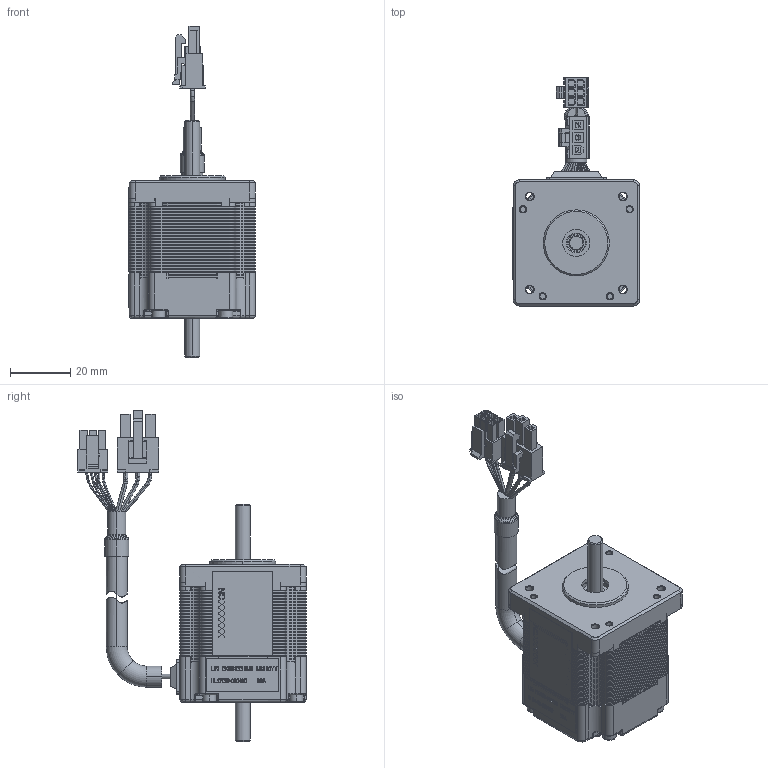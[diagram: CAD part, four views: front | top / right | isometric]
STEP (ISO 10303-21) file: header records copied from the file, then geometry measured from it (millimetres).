
FILE_DESCRIPTION((''),'2;1');
FILE_NAME('4611130001050_ASM_ASM','2020-01-14T16:35:29',('TQ00207'),(''),'CREO PARAMETRIC BY PTC INC, 2018100','CREO PARAMETRIC BY PTC INC, 2018100','');
FILE_SCHEMA(('CONFIG_CONTROL_DESIGN'));
Products named in the file (29): 4613101100074_1_1_1; 4613101100077_1_1_1; 4613101100077_AF0_1_1_1; 4613101100077_AF1_1_1_1; 4613102000270_ASM_1_ASM_1_ASM; 4613102100256_ASM_1_ASM_1_ASM; 4631101000082_1_1_1; 4613104001867_ASM_2_ASM_1_ASM; 3698154000176_1_1_1; HARNESS_1_1_1; 4718405000822_1_1_1; 4718405002144_1_1_1; HARNESS_ASM_1_ASM_1_ASM; 4713120001748_ASM_1_ASM_1_ASM; 4613103003513_ASM_2_ASM_1_ASM; 4219121200345_AF0_10_1_1; 4219121301000_ASM_8_ASM_1_ASM; 4332101101259_4_1; 4613107000001_ASM_1_ASM_1_ASM; 4613107103898_ASM_1_ASM_1_ASM; 4331101000129_1_1_1; 4613108001328_ASM_1_ASM_1_ASM; 4294404000452_1_1_1; QIANDUANGAI_2_1_1; 00_3_1; BIAOQIAN_2_1_1; 4611130000001_ASM_3_ASM_1_ASM; 4611130001050_ASM_1_ASM; 4611130001050_ASM_ASM
Assembly tree (79 placements, depth 8):
  4611130001050_ASM_ASM
    4611130001050_ASM_1_ASM
      4611130000001_ASM_3_ASM_1_ASM
        4613103003513_ASM_2_ASM_1_ASM
          4613104001867_ASM_2_ASM_1_ASM
            4613102100256_ASM_1_ASM_1_ASM
              4613102000270_ASM_1_ASM_1_ASM
                4613101100074_1_1_1  x44
                4613101100077_1_1_1  x4
                4613101100077_AF0_1_1_1
                4613101100077_AF1_1_1_1
            4631101000082_1_1_1
          4713120001748_ASM_1_ASM_1_ASM
            3698154000176_1_1_1
            HARNESS_ASM_1_ASM_1_ASM
              HARNESS_1_1_1
              4718405000822_1_1_1
              4718405002144_1_1_1
        4219121301000_ASM_8_ASM_1_ASM
          4219121200345_AF0_10_1_1
        4613108001328_ASM_1_ASM_1_ASM
          4613107103898_ASM_1_ASM_1_ASM
            4613107000001_ASM_1_ASM_1_ASM
              4332101101259_4_1
          4331101000129_1_1_1  x2
        4294404000452_1_1_1  x5
        QIANDUANGAI_2_1_1
        00_3_1
        BIAOQIAN_2_1_1
Bounding box: 42.2 x 75.92 x 110.2 mm (x, y, z)
Volume: 52537.3 mm3; surface area: 150189.7 mm2
Topology: 66 solids, 73 shells, 7968 faces, 21272 edges, 14179 vertices
Faces by surface type: plane 6096, cylinder 1378, torus 166, cone 118, sphere 112, bspline 54, extrusion 44
Entity records: 86052 total; most frequent: CARTESIAN_POINT 23265, ORIENTED_EDGE 13278, DIRECTION 12345, EDGE_CURVE 6645, VECTOR 4941, LINE 4897, VERTEX_POINT 4394, AXIS2_PLACEMENT_3D 3702
